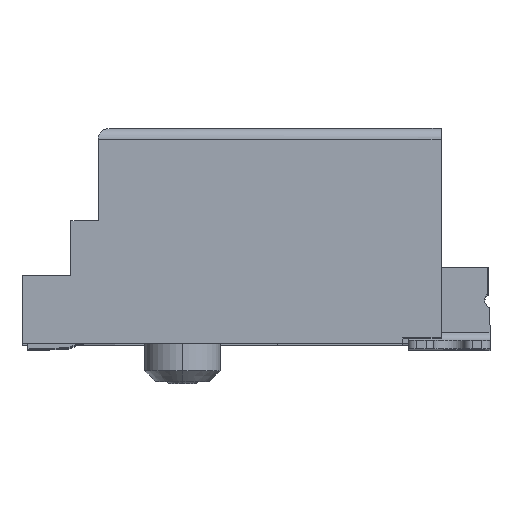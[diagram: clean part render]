
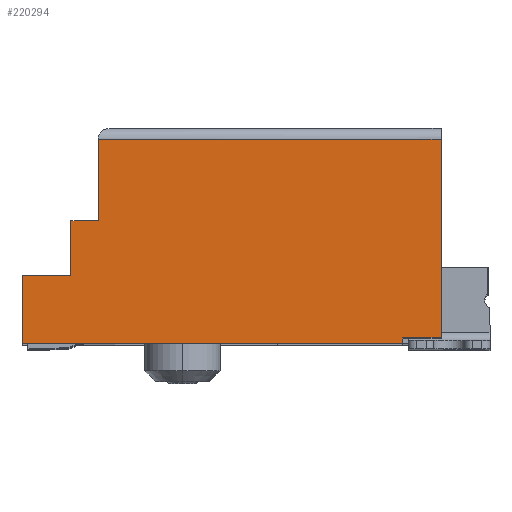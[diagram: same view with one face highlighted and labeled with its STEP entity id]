
A CAD part, top view. The second image highlights one B-rep face of the part: STEP entity #220294.
In plain terms, the highlighted planar face has unit normal (0, 0, 1).
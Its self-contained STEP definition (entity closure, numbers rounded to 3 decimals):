
#1141 = FACE_OUTER_BOUND ( 'NONE', #106345, .T. ) ;
#5828 = PLANE ( 'NONE',  #220858 ) ;
#5833 = CARTESIAN_POINT ( 'NONE',  ( -3.85, 1.875, 10.8 ) ) ;
#5853 = DIRECTION ( 'NONE',  ( 0., 0., 1. ) ) ;
#5856 = DIRECTION ( 'NONE',  ( 1., 0., 0. ) ) ;
#16463 = LINE ( 'NONE', #18017, #16488 ) ;
#16488 = VECTOR ( 'NONE', #18084, 1000. ) ;
#18017 = CARTESIAN_POINT ( 'NONE',  ( -3.85, 0., 10.8 ) ) ;
#18084 = DIRECTION ( 'NONE',  ( 1., 0., 0. ) ) ;
#19397 = EDGE_CURVE ( 'NONE', #69095, #69089, #174968, .T. ) ;
#24996 = LINE ( 'NONE', #27868, #25015 ) ;
#25015 = VECTOR ( 'NONE', #28008, 1000. ) ;
#25024 = LINE ( 'NONE', #28021, #25032 ) ;
#25032 = VECTOR ( 'NONE', #28024, 1000. ) ;
#25096 = LINE ( 'NONE', #28081, #25104 ) ;
#25101 = LINE ( 'NONE', #28050, #25143 ) ;
#25104 = VECTOR ( 'NONE', #28084, 1000. ) ;
#25143 = VECTOR ( 'NONE', #28114, 1000. ) ;
#25738 = LINE ( 'NONE', #28629, #25748 ) ;
#25748 = VECTOR ( 'NONE', #28632, 1000. ) ;
#25955 = LINE ( 'NONE', #28807, #26059 ) ;
#26059 = VECTOR ( 'NONE', #28893, 1000. ) ;
#27868 = CARTESIAN_POINT ( 'NONE',  ( -0.35, 0.1, 10.8 ) ) ;
#28008 = DIRECTION ( 'NONE',  ( 1., 0., 0. ) ) ;
#28021 = CARTESIAN_POINT ( 'NONE',  ( 0., 1.975, 10.8 ) ) ;
#28024 = DIRECTION ( 'NONE',  ( 0., -1., 0. ) ) ;
#28050 = CARTESIAN_POINT ( 'NONE',  ( -7.7, 1.875, 10.8 ) ) ;
#28081 = CARTESIAN_POINT ( 'NONE',  ( -6.426, 3.75, 10.8 ) ) ;
#28084 = DIRECTION ( 'NONE',  ( 1., 0., 0. ) ) ;
#28114 = DIRECTION ( 'NONE',  ( 0., -1., 0. ) ) ;
#28629 = CARTESIAN_POINT ( 'NONE',  ( -3.85, 2.25, 10.8 ) ) ;
#28632 = DIRECTION ( 'NONE',  ( -1., 0., 0. ) ) ;
#28807 = CARTESIAN_POINT ( 'NONE',  ( -3.85, 1.25, 10.8 ) ) ;
#28893 = DIRECTION ( 'NONE',  ( -1., 0., 0. ) ) ;
#69089 = VERTEX_POINT ( 'NONE', #199783 ) ;
#69095 = VERTEX_POINT ( 'NONE', #199789 ) ;
#82621 = VERTEX_POINT ( 'NONE', #135536 ) ;
#82635 = VERTEX_POINT ( 'NONE', #135547 ) ;
#82643 = VERTEX_POINT ( 'NONE', #135555 ) ;
#82645 = VERTEX_POINT ( 'NONE', #135557 ) ;
#82651 = VERTEX_POINT ( 'NONE', #135562 ) ;
#82655 = VERTEX_POINT ( 'NONE', #135566 ) ;
#90854 = ORIENTED_EDGE ( 'NONE', *, *, #190037, .T. ) ;
#90859 = ORIENTED_EDGE ( 'NONE', *, *, #189122, .T. ) ;
#90864 = ORIENTED_EDGE ( 'NONE', *, *, #190456, .T. ) ;
#90868 = ORIENTED_EDGE ( 'NONE', *, *, #190459, .F. ) ;
#90874 = ORIENTED_EDGE ( 'NONE', *, *, #190472, .F. ) ;
#90877 = ORIENTED_EDGE ( 'NONE', *, *, #188810, .T. ) ;
#90882 = ORIENTED_EDGE ( 'NONE', *, *, #190590, .T. ) ;
#90887 = ORIENTED_EDGE ( 'NONE', *, *, #19397, .T. ) ;
#90891 = ORIENTED_EDGE ( 'NONE', *, *, #190647, .T. ) ;
#90895 = ORIENTED_EDGE ( 'NONE', *, *, #190479, .T. ) ;
#102600 = CARTESIAN_POINT ( 'NONE',  ( 0., 0.1, 10.8 ) ) ;
#106345 = EDGE_LOOP ( 'NONE', ( #90854, #90859, #90864, #90868, #90874, #90877, #90882, #90887, #90891, #90895 ) ) ;
#115237 = CARTESIAN_POINT ( 'NONE',  ( 0., 3.75, 10.8 ) ) ;
#135536 = CARTESIAN_POINT ( 'NONE',  ( -7.7, 0., 10.8 ) ) ;
#135547 = CARTESIAN_POINT ( 'NONE',  ( -6.3, 3.75, 10.8 ) ) ;
#135555 = CARTESIAN_POINT ( 'NONE',  ( -6.3, 2.25, 10.8 ) ) ;
#135557 = CARTESIAN_POINT ( 'NONE',  ( -7.7, 1.25, 10.8 ) ) ;
#135562 = CARTESIAN_POINT ( 'NONE',  ( -0.7, 0., 10.8 ) ) ;
#135566 = CARTESIAN_POINT ( 'NONE',  ( -0.7, 0.1, 10.8 ) ) ;
#153009 = VECTOR ( 'NONE', #154803, 1000. ) ;
#153029 = LINE ( 'NONE', #154802, #153009 ) ;
#153351 = LINE ( 'NONE', #156080, #153358 ) ;
#153358 = VECTOR ( 'NONE', #156095, 1000. ) ;
#154802 = CARTESIAN_POINT ( 'NONE',  ( -6.3, 1.875, 10.8 ) ) ;
#154803 = DIRECTION ( 'NONE',  ( 0., -1., 0. ) ) ;
#156080 = CARTESIAN_POINT ( 'NONE',  ( -0.7, 1.875, 10.8 ) ) ;
#156095 = DIRECTION ( 'NONE',  ( 0., 1., 0. ) ) ;
#174968 = LINE ( 'NONE', #179374, #174989 ) ;
#174989 = VECTOR ( 'NONE', #179503, 1000. ) ;
#179374 = CARTESIAN_POINT ( 'NONE',  ( -6.8, 1.875, 10.8 ) ) ;
#179503 = DIRECTION ( 'NONE',  ( 0., -1., 0. ) ) ;
#188810 = EDGE_CURVE ( 'NONE', #82635, #82643, #153029, .T. ) ;
#189122 = EDGE_CURVE ( 'NONE', #82651, #82655, #153351, .T. ) ;
#190037 = EDGE_CURVE ( 'NONE', #82621, #82651, #16463, .T. ) ;
#190456 = EDGE_CURVE ( 'NONE', #82655, #195876, #24996, .T. ) ;
#190459 = EDGE_CURVE ( 'NONE', #197400, #195876, #25024, .T. ) ;
#190472 = EDGE_CURVE ( 'NONE', #82635, #197400, #25096, .T. ) ;
#190479 = EDGE_CURVE ( 'NONE', #82645, #82621, #25101, .T. ) ;
#190590 = EDGE_CURVE ( 'NONE', #82643, #69095, #25738, .T. ) ;
#190647 = EDGE_CURVE ( 'NONE', #69089, #82645, #25955, .T. ) ;
#195876 = VERTEX_POINT ( 'NONE', #102600 ) ;
#197400 = VERTEX_POINT ( 'NONE', #115237 ) ;
#199783 = CARTESIAN_POINT ( 'NONE',  ( -6.8, 1.25, 10.8 ) ) ;
#199789 = CARTESIAN_POINT ( 'NONE',  ( -6.8, 2.25, 10.8 ) ) ;
#220294 = ADVANCED_FACE ( 'NONE', ( #1141 ), #5828, .T. ) ;
#220858 = AXIS2_PLACEMENT_3D ( 'NONE', #5833, #5853, #5856 ) ;
